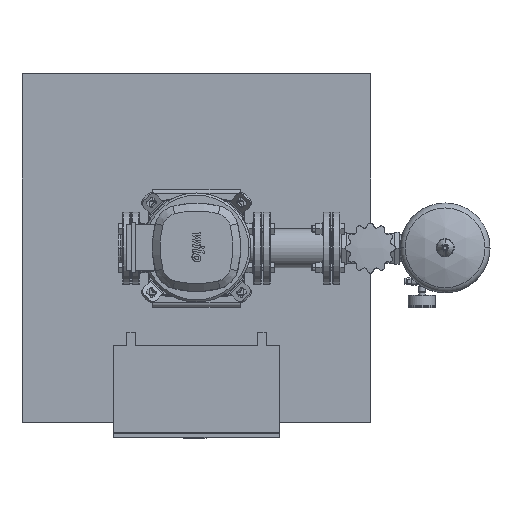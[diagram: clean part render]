
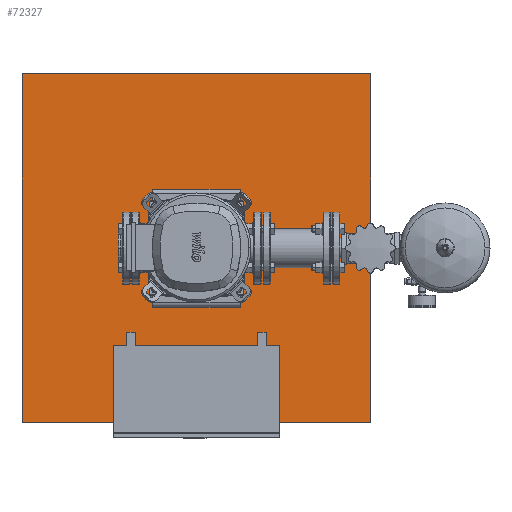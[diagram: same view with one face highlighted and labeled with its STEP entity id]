
A CAD part, top view. The second image highlights one B-rep face of the part: STEP entity #72327.
In plain terms, the highlighted planar face has unit normal (0, 0, 1).
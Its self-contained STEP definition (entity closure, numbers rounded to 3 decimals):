
#72288=CARTESIAN_POINT('',(-400.0,0.,125.0));
#72289=DIRECTION('',(0.0,0.0,1.0));
#72290=DIRECTION('',(0.0,-1.0,0.0));
#72291=AXIS2_PLACEMENT_3D('',#72288,#72289,#72290);
#72292=PLANE('',#72291);
#72293=CARTESIAN_POINT('',(400.0,-400.0,125.));
#72294=VERTEX_POINT('',#72293);
#72295=CARTESIAN_POINT('',(400.0,400.0,125.));
#72296=VERTEX_POINT('',#72295);
#72297=CARTESIAN_POINT('',(400.0,-400.0,125.));
#72298=DIRECTION('',(0.0,1.0,0.0));
#72299=VECTOR('',#72298,800.0);
#72300=LINE('',#72297,#72299);
#72301=EDGE_CURVE('',#72294,#72296,#72300,.T.);
#72302=ORIENTED_EDGE('',*,*,#72301,.T.);
#72303=CARTESIAN_POINT('',(-400.0,400.0,125.));
#72304=VERTEX_POINT('',#72303);
#72305=CARTESIAN_POINT('',(-400.0,400.0,125.));
#72306=DIRECTION('',(1.0,0.0,0.0));
#72307=VECTOR('',#72306,800.0);
#72308=LINE('',#72305,#72307);
#72309=EDGE_CURVE('',#72304,#72296,#72308,.T.);
#72310=ORIENTED_EDGE('',*,*,#72309,.F.);
#72311=CARTESIAN_POINT('',(-400.0,-400.0,125.));
#72312=VERTEX_POINT('',#72311);
#72313=CARTESIAN_POINT('',(-400.0,400.0,125.));
#72314=DIRECTION('',(0.0,-1.0,0.0));
#72315=VECTOR('',#72314,800.0);
#72316=LINE('',#72313,#72315);
#72317=EDGE_CURVE('',#72304,#72312,#72316,.T.);
#72318=ORIENTED_EDGE('',*,*,#72317,.T.);
#72319=CARTESIAN_POINT('',(-400.0,-400.0,125.));
#72320=DIRECTION('',(1.0,0.0,0.0));
#72321=VECTOR('',#72320,800.0);
#72322=LINE('',#72319,#72321);
#72323=EDGE_CURVE('',#72312,#72294,#72322,.T.);
#72324=ORIENTED_EDGE('',*,*,#72323,.T.);
#72325=EDGE_LOOP('',(#72302,#72310,#72318,#72324));
#72326=FACE_OUTER_BOUND('',#72325,.T.);
#72327=ADVANCED_FACE('',(#72326),#72292,.T.);
